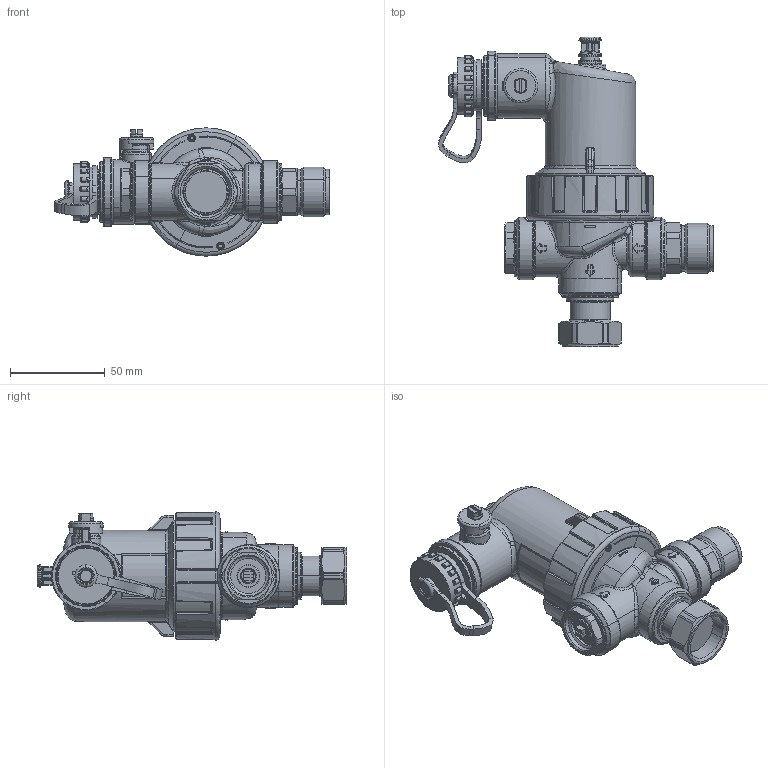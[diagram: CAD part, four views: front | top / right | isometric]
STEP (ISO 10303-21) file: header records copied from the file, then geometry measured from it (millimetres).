
FILE_DESCRIPTION(('CATIA V5 STEP Exchange','CAx-IF Rec.Pracs.--- Model Styling and Organization---1.5--- 2016-08-15','CAx-IF Rec.Pracs.---Supplemental Geometry---1.0---2011-11-01','CAx-IF Rec.Pracs.--- Composite Materials ---3.4---2017-06-13','CAx-IF Rec.Pracs.---Tessellated 3D Geometry---1.0---2015-12-17'),'2;1');
FILE_NAME('STEP_545000_-_TST.stp','2023-05-09T08:05:12+00:00',('none'),('none'),'CATIA Version 5-6 Release 2020 SP5','CATIA V5 STEP AP242 v2','none');
FILE_SCHEMA(('AP242_MANAGED_MODEL_BASED_3D_ENGINEERING_MIM_LF {1 0 10303 442 1 1 4}'));
Products named in the file (1): 545000 - TST
Bounding box: 144.55 x 163.05 x 67.5 mm (x, y, z)
Volume: 333198.1 mm3; surface area: 46768.3 mm2
Topology: 3 solids, 4 shells, 1767 faces, 4207 edges, 2427 vertices
Faces by surface type: bspline 761, cylinder 377, plane 217, torus 217, cone 179, sphere 16
Entity records: 96934 total; most frequent: CARTESIAN_POINT 63493, ORIENTED_EDGE 8290, EDGE_CURVE 4145, DIRECTION 3259, VERTEX_POINT 2427, B_SPLINE_CURVE_WITH_KNOTS 2274, AXIS2_PLACEMENT_3D 1851, EDGE_LOOP 1818
